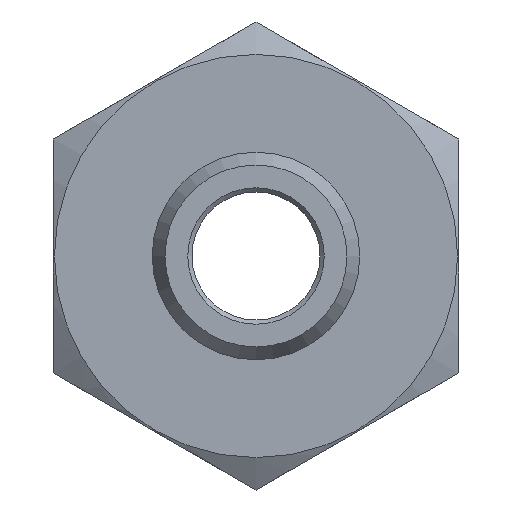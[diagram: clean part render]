
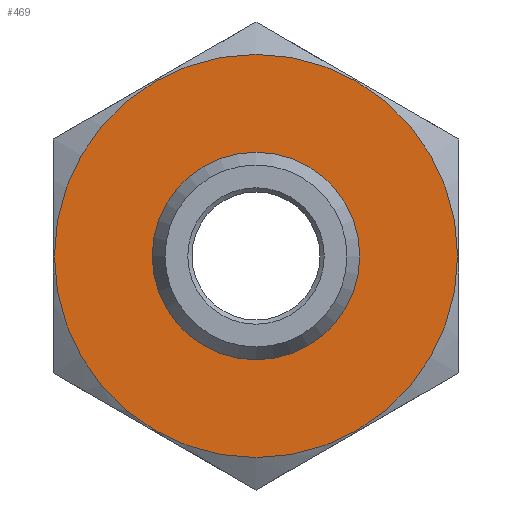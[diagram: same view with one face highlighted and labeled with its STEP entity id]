
A CAD part, front view. The second image highlights one B-rep face of the part: STEP entity #469.
In plain terms, the highlighted planar face has unit normal (0, -1, 0).
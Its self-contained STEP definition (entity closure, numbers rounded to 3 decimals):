
#58=PLANE('',#505);
#109=ORIENTED_EDGE('',*,*,#154,.F.);
#110=ORIENTED_EDGE('',*,*,#151,.T.);
#151=EDGE_CURVE('',#179,#179,#195,.T.);
#154=EDGE_CURVE('',#182,#182,#198,.T.);
#179=VERTEX_POINT('',#720);
#182=VERTEX_POINT('',#728);
#195=CIRCLE('',#499,9.45);
#198=CIRCLE('',#504,4.864);
#227=EDGE_LOOP('',(#109));
#228=EDGE_LOOP('',(#110));
#267=FACE_BOUND('',#227,.T.);
#268=FACE_BOUND('',#228,.T.);
#469=ADVANCED_FACE('',(#267,#268),#58,.T.);
#499=AXIS2_PLACEMENT_3D('',#719,#561,#562);
#504=AXIS2_PLACEMENT_3D('',#727,#571,#572);
#505=AXIS2_PLACEMENT_3D('',#729,#573,#574);
#561=DIRECTION('',(0.,-1.,0.));
#562=DIRECTION('',(0.,0.,-1.));
#571=DIRECTION('',(0.,-1.,0.));
#572=DIRECTION('',(0.,0.,-1.));
#573=DIRECTION('',(0.,-1.,0.));
#574=DIRECTION('',(0.,0.,-1.));
#719=CARTESIAN_POINT('',(0.,-2.5,0.));
#720=CARTESIAN_POINT('',(0.,-2.5,-9.45));
#727=CARTESIAN_POINT('',(0.,-2.5,0.));
#728=CARTESIAN_POINT('',(0.,-2.5,-4.864));
#729=CARTESIAN_POINT('',(0.,-2.5,0.));
